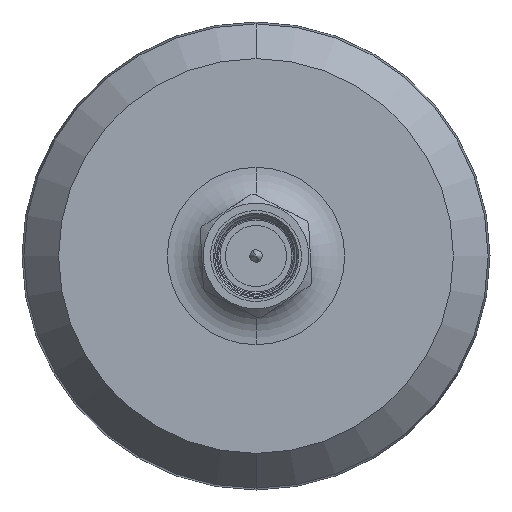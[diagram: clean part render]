
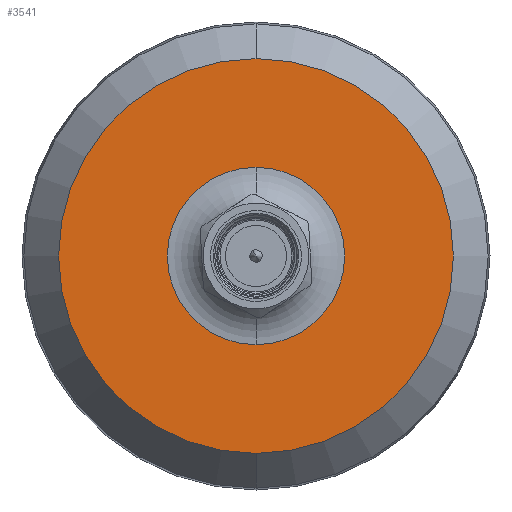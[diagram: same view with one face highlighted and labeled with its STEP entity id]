
A CAD part, front view. The second image highlights one B-rep face of the part: STEP entity #3541.
In plain terms, the highlighted planar face has unit normal (0, -1, 0).
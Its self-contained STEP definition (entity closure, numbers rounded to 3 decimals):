
#127 = FACE_BOUND ( 'NONE', #2661, .T. ) ;
#203 = CARTESIAN_POINT ( 'NONE',  ( 0., 8.3, 0. ) ) ;
#209 = DIRECTION ( 'NONE',  ( 0., 1., 0. ) ) ;
#269 = CARTESIAN_POINT ( 'NONE',  ( 0., 8.3, 0. ) ) ;
#305 = VERTEX_POINT ( 'NONE', #3577 ) ;
#481 = EDGE_CURVE ( 'NONE', #1546, #305, #2874, .T. ) ;
#729 = DIRECTION ( 'NONE',  ( 0., 0., 1. ) ) ;
#908 = EDGE_LOOP ( 'NONE', ( #6146, #2748 ) ) ;
#1013 = AXIS2_PLACEMENT_3D ( 'NONE', #203, #4975, #2082 ) ;
#1136 = DIRECTION ( 'NONE',  ( 0., -1., 0. ) ) ;
#1474 = AXIS2_PLACEMENT_3D ( 'NONE', #269, #209, #729 ) ;
#1546 = VERTEX_POINT ( 'NONE', #3906 ) ;
#1599 = CIRCLE ( 'NONE', #4924, 6.537 ) ;
#1999 = CIRCLE ( 'NONE', #1013, 14.55 ) ;
#2053 = CARTESIAN_POINT ( 'NONE',  ( 0., 8.3, -14.55 ) ) ;
#2064 = DIRECTION ( 'NONE',  ( 0., 1., 0. ) ) ;
#2082 = DIRECTION ( 'NONE',  ( 0., 0., 1. ) ) ;
#2437 = DIRECTION ( 'NONE',  ( 0., 1., 0. ) ) ;
#2590 = VERTEX_POINT ( 'NONE', #2053 ) ;
#2661 = EDGE_LOOP ( 'NONE', ( #3634, #5810 ) ) ;
#2662 = VERTEX_POINT ( 'NONE', #4949 ) ;
#2748 = ORIENTED_EDGE ( 'NONE', *, *, #4189, .T. ) ;
#2874 = CIRCLE ( 'NONE', #1474, 6.537 ) ;
#3248 = EDGE_CURVE ( 'NONE', #2662, #2590, #1999, .T. ) ;
#3541 = ADVANCED_FACE ( 'NONE', ( #3889, #127 ), #4478, .F. ) ;
#3577 = CARTESIAN_POINT ( 'NONE',  ( 0., 8.3, 6.537 ) ) ;
#3634 = ORIENTED_EDGE ( 'NONE', *, *, #5432, .T. ) ;
#3889 = FACE_OUTER_BOUND ( 'NONE', #908, .T. ) ;
#3906 = CARTESIAN_POINT ( 'NONE',  ( 0., 8.3, -6.537 ) ) ;
#3924 = AXIS2_PLACEMENT_3D ( 'NONE', #4451, #1136, #4512 ) ;
#4189 = EDGE_CURVE ( 'NONE', #2590, #2662, #5145, .T. ) ;
#4441 = CARTESIAN_POINT ( 'NONE',  ( 0., 8.3, 0. ) ) ;
#4451 = CARTESIAN_POINT ( 'NONE',  ( 0., 8.3, 0. ) ) ;
#4478 = PLANE ( 'NONE',  #4575 ) ;
#4512 = DIRECTION ( 'NONE',  ( 0., 0., 1. ) ) ;
#4575 = AXIS2_PLACEMENT_3D ( 'NONE', #5387, #2064, #5808 ) ;
#4924 = AXIS2_PLACEMENT_3D ( 'NONE', #4441, #2437, #5857 ) ;
#4949 = CARTESIAN_POINT ( 'NONE',  ( 0., 8.3, 14.55 ) ) ;
#4975 = DIRECTION ( 'NONE',  ( 0., -1., 0. ) ) ;
#5145 = CIRCLE ( 'NONE', #3924, 14.55 ) ;
#5387 = CARTESIAN_POINT ( 'NONE',  ( 12.252, 8.3, 0. ) ) ;
#5432 = EDGE_CURVE ( 'NONE', #305, #1546, #1599, .T. ) ;
#5808 = DIRECTION ( 'NONE',  ( 1., 0., 0. ) ) ;
#5810 = ORIENTED_EDGE ( 'NONE', *, *, #481, .T. ) ;
#5857 = DIRECTION ( 'NONE',  ( 0., 0., 1. ) ) ;
#6146 = ORIENTED_EDGE ( 'NONE', *, *, #3248, .T. ) ;
